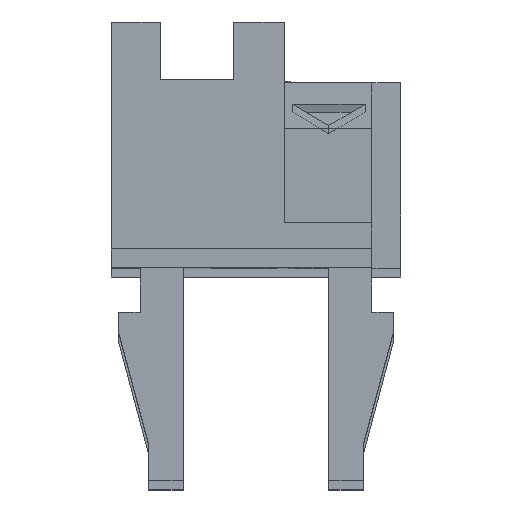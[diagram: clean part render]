
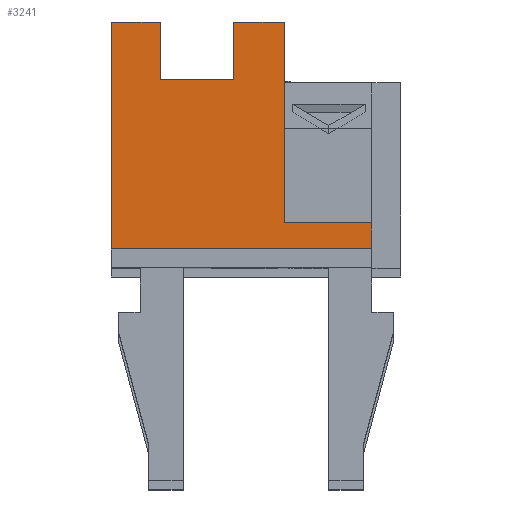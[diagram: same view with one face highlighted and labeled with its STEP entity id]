
A CAD part, top view. The second image highlights one B-rep face of the part: STEP entity #3241.
In plain terms, the highlighted planar face has unit normal (0, 0, 1).
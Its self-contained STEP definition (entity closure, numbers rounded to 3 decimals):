
#81=FACE_OUTER_BOUND('',#248,.T.);
#248=EDGE_LOOP('',(#2475,#2476,#2477,#2478,#2479,#2480,#2481,#2482,#2483,
#2484));
#433=LINE('',#4491,#901);
#438=LINE('',#4500,#906);
#450=LINE('',#4525,#918);
#575=LINE('',#4778,#1043);
#593=LINE('',#4815,#1061);
#640=LINE('',#4907,#1108);
#653=LINE('',#4930,#1121);
#655=LINE('',#4933,#1123);
#665=LINE('',#4952,#1133);
#666=LINE('',#4953,#1134);
#901=VECTOR('',#3631,1000.);
#906=VECTOR('',#3638,1000.);
#918=VECTOR('',#3654,1000.);
#1043=VECTOR('',#3841,1000.);
#1061=VECTOR('',#3863,1000.);
#1108=VECTOR('',#3918,1000.);
#1121=VECTOR('',#3935,1000.);
#1123=VECTOR('',#3939,1000.);
#1133=VECTOR('',#3955,1000.);
#1134=VECTOR('',#3956,1000.);
#1365=VERTEX_POINT('',#4488);
#1366=VERTEX_POINT('',#4490);
#1369=VERTEX_POINT('',#4498);
#1380=VERTEX_POINT('',#4523);
#1476=VERTEX_POINT('',#4776);
#1477=VERTEX_POINT('',#4777);
#1493=VERTEX_POINT('',#4812);
#1494=VERTEX_POINT('',#4814);
#1534=VERTEX_POINT('',#4904);
#1535=VERTEX_POINT('',#4906);
#1686=EDGE_CURVE('',#1365,#1366,#433,.T.);
#1691=EDGE_CURVE('',#1369,#1365,#438,.T.);
#1703=EDGE_CURVE('',#1369,#1380,#450,.T.);
#1831=EDGE_CURVE('',#1476,#1477,#575,.T.);
#1849=EDGE_CURVE('',#1494,#1493,#593,.T.);
#1896=EDGE_CURVE('',#1535,#1534,#640,.T.);
#1909=EDGE_CURVE('',#1534,#1494,#653,.T.);
#1911=EDGE_CURVE('',#1477,#1535,#655,.T.);
#1921=EDGE_CURVE('',#1476,#1380,#665,.T.);
#1922=EDGE_CURVE('',#1493,#1366,#666,.T.);
#2475=ORIENTED_EDGE('',*,*,#1703,.T.);
#2476=ORIENTED_EDGE('',*,*,#1921,.F.);
#2477=ORIENTED_EDGE('',*,*,#1831,.T.);
#2478=ORIENTED_EDGE('',*,*,#1911,.T.);
#2479=ORIENTED_EDGE('',*,*,#1896,.T.);
#2480=ORIENTED_EDGE('',*,*,#1909,.T.);
#2481=ORIENTED_EDGE('',*,*,#1849,.T.);
#2482=ORIENTED_EDGE('',*,*,#1922,.T.);
#2483=ORIENTED_EDGE('',*,*,#1686,.F.);
#2484=ORIENTED_EDGE('',*,*,#1691,.F.);
#3080=PLANE('',#3427);
#3241=ADVANCED_FACE('',(#81),#3080,.F.);
#3427=AXIS2_PLACEMENT_3D('',#4951,#3953,#3954);
#3631=DIRECTION('',(-1.,0.,0.));
#3638=DIRECTION('',(0.,-1.,0.));
#3654=DIRECTION('',(-1.,0.,0.));
#3841=DIRECTION('',(-1.,0.,0.));
#3863=DIRECTION('',(-1.,0.,0.));
#3918=DIRECTION('',(-1.,0.,0.));
#3935=DIRECTION('',(0.,1.,0.));
#3939=DIRECTION('',(0.,-1.,0.));
#3953=DIRECTION('center_axis',(0.,0.,-1.));
#3954=DIRECTION('ref_axis',(0.,-1.,0.));
#3955=DIRECTION('',(0.,-1.,0.));
#3956=DIRECTION('',(0.,-1.,0.));
#4488=CARTESIAN_POINT('',(6.58,0.65,13.25));
#4490=CARTESIAN_POINT('',(-2.5,0.65,13.25));
#4491=CARTESIAN_POINT('',(10.,0.65,13.25));
#4498=CARTESIAN_POINT('',(6.58,1.55,13.25));
#4500=CARTESIAN_POINT('',(6.58,23.733,13.25));
#4523=CARTESIAN_POINT('',(3.53,1.55,13.25));
#4525=CARTESIAN_POINT('',(3.53,1.55,13.25));
#4776=CARTESIAN_POINT('',(3.53,8.55,13.25));
#4777=CARTESIAN_POINT('',(1.755,8.55,13.25));
#4778=CARTESIAN_POINT('',(7.58,8.55,13.25));
#4812=CARTESIAN_POINT('',(-2.5,8.55,13.25));
#4814=CARTESIAN_POINT('',(-0.795,8.55,13.25));
#4815=CARTESIAN_POINT('',(7.58,8.55,13.25));
#4904=CARTESIAN_POINT('',(-0.795,6.55,13.25));
#4906=CARTESIAN_POINT('',(1.755,6.55,13.25));
#4907=CARTESIAN_POINT('',(7.58,6.55,13.25));
#4930=CARTESIAN_POINT('',(-0.795,0.,13.25));
#4933=CARTESIAN_POINT('',(1.755,0.,13.25));
#4951=CARTESIAN_POINT('Origin',(7.58,0.,13.25));
#4952=CARTESIAN_POINT('',(3.53,8.55,13.25));
#4953=CARTESIAN_POINT('',(-2.5,0.,13.25));
